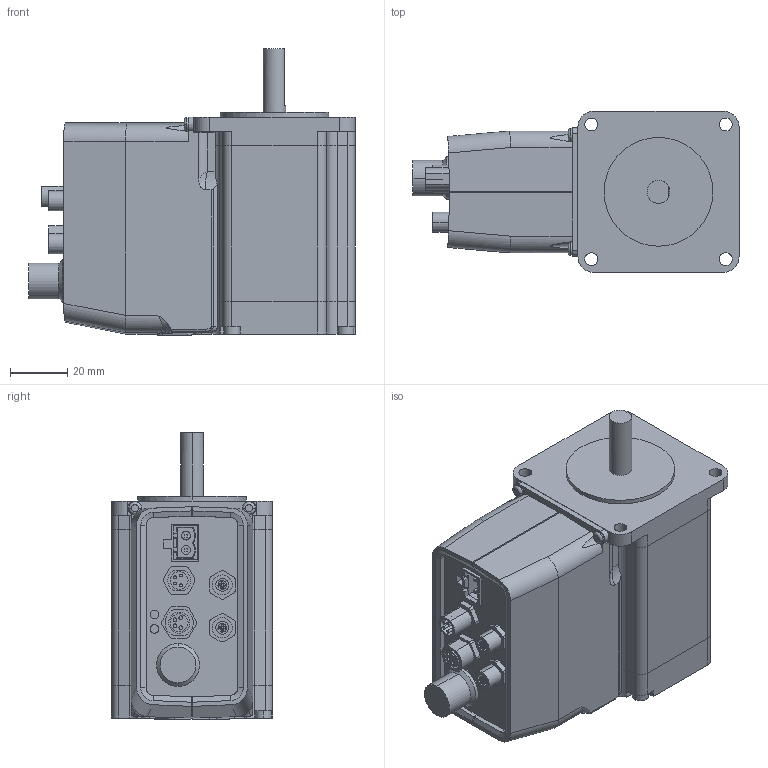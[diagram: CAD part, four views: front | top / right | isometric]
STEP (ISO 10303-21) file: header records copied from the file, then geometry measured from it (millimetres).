
FILE_DESCRIPTION (( 'STEP AP203' ), '1' );
FILE_NAME ('X-NMS23.step', '2023-06-27T22:50:02', ( '' ), ( '' ), 'SwSTEP 2.0', 'SolidWorks 2019', '' );
FILE_SCHEMA (( 'CONFIG_CONTROL_DESIGN' ));
Length unit declared in the file: millimetre
Products named in the file (2): NMS23_motor^NMS23_X-NMS23; X-NMS23
Assembly tree (1 placements, depth 2):
  X-NMS23
    NMS23_motor^NMS23_X-NMS23
Bounding box: 114.2 x 56.4 x 100.5 mm (x, y, z)
Volume: 352934.6 mm3; surface area: 58497.2 mm2
Topology: 13 solids, 13 shells, 491 faces, 1234 edges, 808 vertices
Faces by surface type: plane 266, cylinder 197, bspline 18, cone 6, torus 4
Entity records: 15947 total; most frequent: CARTESIAN_POINT 3862, DIRECTION 2490, ORIENTED_EDGE 2460, EDGE_CURVE 1230, AXIS2_PLACEMENT_3D 861, VERTEX_POINT 808, LINE 768, VECTOR 768
